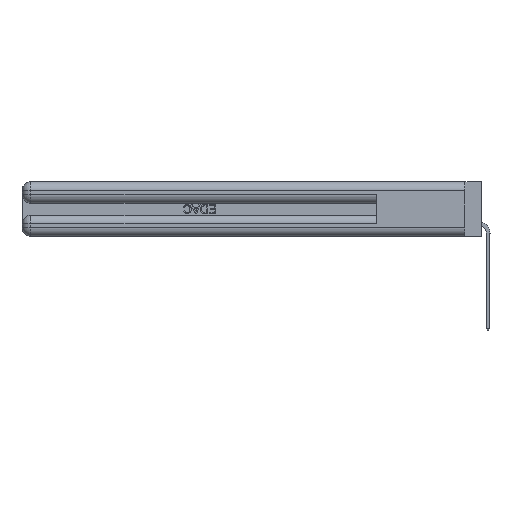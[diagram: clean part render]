
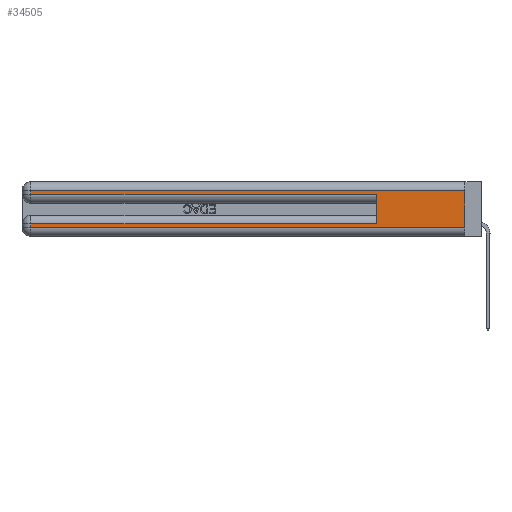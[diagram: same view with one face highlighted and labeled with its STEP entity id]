
A CAD part, left-side view. The second image highlights one B-rep face of the part: STEP entity #34505.
In plain terms, the highlighted planar face has unit normal (-1, 0, 0).
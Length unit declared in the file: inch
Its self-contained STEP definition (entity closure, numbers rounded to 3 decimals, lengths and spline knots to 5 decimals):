
#697 = CARTESIAN_POINT ( 'NONE',  ( 0., 0., 0.085 ) ) ;
#1174 = CARTESIAN_POINT ( 'NONE',  ( 0., 0., 0.31 ) ) ;
#2475 = DIRECTION ( 'NONE',  ( 0., 1., 0. ) ) ;
#2638 = EDGE_CURVE ( 'NONE', #34880, #25740, #44094, .T. ) ;
#2962 = EDGE_CURVE ( 'NONE', #14900, #30618, #9394, .T. ) ;
#5268 = DIRECTION ( 'NONE',  ( 1., 0., 0. ) ) ;
#7300 = CARTESIAN_POINT ( 'NONE',  ( 0., 2.94, 0.37 ) ) ;
#7793 = VERTEX_POINT ( 'NONE', #15240 ) ;
#8758 = DIRECTION ( 'NONE',  ( 0., 0., -1. ) ) ;
#9268 = LINE ( 'NONE', #24302, #24784 ) ;
#9394 = LINE ( 'NONE', #7300, #29697 ) ;
#11997 = EDGE_LOOP ( 'NONE', ( #40094, #44110, #31031, #12076, #45128, #29020, #19555, #14104 ) ) ;
#12076 = ORIENTED_EDGE ( 'NONE', *, *, #23438, .T. ) ;
#12420 = CARTESIAN_POINT ( 'NONE',  ( 0., 0.6, 0.145 ) ) ;
#12591 = DIRECTION ( 'NONE',  ( 0., 0., 1. ) ) ;
#12798 = LINE ( 'NONE', #47121, #19369 ) ;
#12994 = LINE ( 'NONE', #17515, #13665 ) ;
#13564 = VECTOR ( 'NONE', #27336, 39.37008 ) ;
#13665 = VECTOR ( 'NONE', #29327, 39.37008 ) ;
#14104 = ORIENTED_EDGE ( 'NONE', *, *, #26396, .T. ) ;
#14683 = CARTESIAN_POINT ( 'NONE',  ( 0., 0., 0.06 ) ) ;
#14900 = VERTEX_POINT ( 'NONE', #47741 ) ;
#15240 = CARTESIAN_POINT ( 'NONE',  ( 0., 2.94, 0.285 ) ) ;
#16108 = CARTESIAN_POINT ( 'NONE',  ( 0., 2.94, 0.06 ) ) ;
#16960 = PLANE ( 'NONE',  #18596 ) ;
#17515 = CARTESIAN_POINT ( 'NONE',  ( 0., 0., 0.37 ) ) ;
#18596 = AXIS2_PLACEMENT_3D ( 'NONE', #42949, #5268, #43667 ) ;
#19369 = VECTOR ( 'NONE', #8758, 39.37008 ) ;
#19555 = ORIENTED_EDGE ( 'NONE', *, *, #2962, .T. ) ;
#20083 = EDGE_CURVE ( 'NONE', #23403, #45398, #12994, .T. ) ;
#21125 = CARTESIAN_POINT ( 'NONE',  ( 0., 0., 0.31 ) ) ;
#21142 = DIRECTION ( 'NONE',  ( 0., -1., 0. ) ) ;
#23403 = VERTEX_POINT ( 'NONE', #1174 ) ;
#23438 = EDGE_CURVE ( 'NONE', #7793, #25740, #9268, .T. ) ;
#23938 = EDGE_CURVE ( 'NONE', #49334, #7793, #12798, .T. ) ;
#24302 = CARTESIAN_POINT ( 'NONE',  ( 0., 0., 0.285 ) ) ;
#24784 = VECTOR ( 'NONE', #35832, 39.37008 ) ;
#25740 = VERTEX_POINT ( 'NONE', #29533 ) ;
#26396 = EDGE_CURVE ( 'NONE', #30618, #45398, #38886, .T. ) ;
#27336 = DIRECTION ( 'NONE',  ( 0., 1., 0. ) ) ;
#27515 = LINE ( 'NONE', #21125, #40107 ) ;
#27522 = VECTOR ( 'NONE', #21142, 39.37008 ) ;
#29020 = ORIENTED_EDGE ( 'NONE', *, *, #44270, .T. ) ;
#29327 = DIRECTION ( 'NONE',  ( 0., 0., -1. ) ) ;
#29533 = CARTESIAN_POINT ( 'NONE',  ( 0., 0.6, 0.285 ) ) ;
#29697 = VECTOR ( 'NONE', #42091, 39.37008 ) ;
#30618 = VERTEX_POINT ( 'NONE', #16108 ) ;
#31031 = ORIENTED_EDGE ( 'NONE', *, *, #23938, .T. ) ;
#33859 = LINE ( 'NONE', #697, #13564 ) ;
#34468 = VECTOR ( 'NONE', #12591, 39.37008 ) ;
#34505 = ADVANCED_FACE ( 'NONE', ( #36478 ), #16960, .F. ) ;
#34880 = VERTEX_POINT ( 'NONE', #48686 ) ;
#35832 = DIRECTION ( 'NONE',  ( 0., -1., 0. ) ) ;
#36183 = CARTESIAN_POINT ( 'NONE',  ( 0., 0., 0.06 ) ) ;
#36478 = FACE_OUTER_BOUND ( 'NONE', #11997, .T. ) ;
#38886 = LINE ( 'NONE', #36183, #27522 ) ;
#40094 = ORIENTED_EDGE ( 'NONE', *, *, #20083, .F. ) ;
#40107 = VECTOR ( 'NONE', #2475, 39.37008 ) ;
#42091 = DIRECTION ( 'NONE',  ( 0., 0., -1. ) ) ;
#42949 = CARTESIAN_POINT ( 'NONE',  ( 0., 0., 0.37 ) ) ;
#43667 = DIRECTION ( 'NONE',  ( 0., 0., -1. ) ) ;
#44094 = LINE ( 'NONE', #12420, #34468 ) ;
#44110 = ORIENTED_EDGE ( 'NONE', *, *, #47281, .T. ) ;
#44270 = EDGE_CURVE ( 'NONE', #34880, #14900, #33859, .T. ) ;
#45128 = ORIENTED_EDGE ( 'NONE', *, *, #2638, .F. ) ;
#45398 = VERTEX_POINT ( 'NONE', #14683 ) ;
#47121 = CARTESIAN_POINT ( 'NONE',  ( 0., 2.94, 0.37 ) ) ;
#47281 = EDGE_CURVE ( 'NONE', #23403, #49334, #27515, .T. ) ;
#47741 = CARTESIAN_POINT ( 'NONE',  ( 0., 2.94, 0.085 ) ) ;
#48686 = CARTESIAN_POINT ( 'NONE',  ( 0., 0.6, 0.085 ) ) ;
#49095 = CARTESIAN_POINT ( 'NONE',  ( 0., 2.94, 0.31 ) ) ;
#49334 = VERTEX_POINT ( 'NONE', #49095 ) ;
